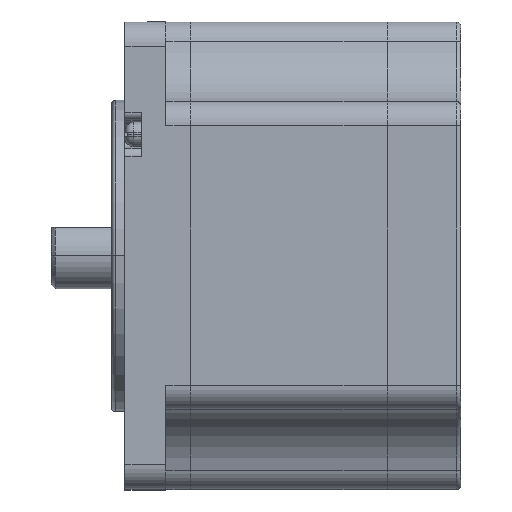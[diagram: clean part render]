
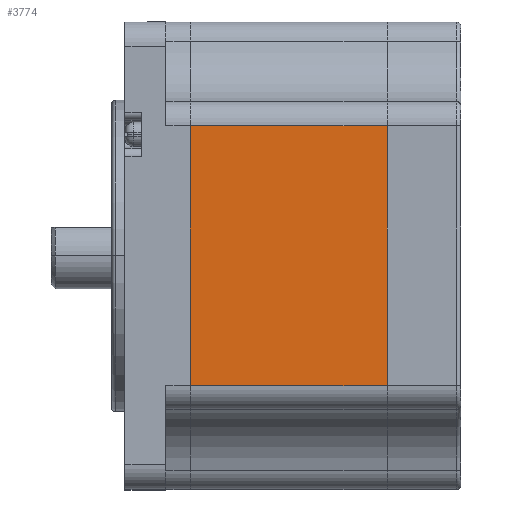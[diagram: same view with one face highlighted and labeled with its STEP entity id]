
A CAD part, top view. The second image highlights one B-rep face of the part: STEP entity #3774.
In plain terms, the highlighted planar face has unit normal (0, 0, 1).
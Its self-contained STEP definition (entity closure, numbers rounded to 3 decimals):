
#116 = AXIS2_PLACEMENT_3D ( 'NONE', #8594, #9511, #4600 ) ;
#496 = EDGE_CURVE ( 'NONE', #2565, #4292, #3078, .T. ) ;
#643 = PLANE ( 'NONE',  #116 ) ;
#888 = VECTOR ( 'NONE', #6289, 1000. ) ;
#986 = CARTESIAN_POINT ( 'NONE',  ( -33., 15.851, 28.5 ) ) ;
#1039 = EDGE_LOOP ( 'NONE', ( #2951, #4210, #7077, #6043 ) ) ;
#1122 = EDGE_CURVE ( 'NONE', #7107, #2565, #4286, .T. ) ;
#1228 = CARTESIAN_POINT ( 'NONE',  ( -9., -15.851, 28.5 ) ) ;
#1456 = LINE ( 'NONE', #7007, #8239 ) ;
#1525 = VERTEX_POINT ( 'NONE', #1228 ) ;
#1591 = CARTESIAN_POINT ( 'NONE',  ( -33., -28.5, 28.5 ) ) ;
#2080 = CARTESIAN_POINT ( 'NONE',  ( -9., 15.851, 28.5 ) ) ;
#2283 = FACE_OUTER_BOUND ( 'NONE', #1039, .T. ) ;
#2565 = VERTEX_POINT ( 'NONE', #986 ) ;
#2738 = CARTESIAN_POINT ( 'NONE',  ( -9., 15.851, 28.5 ) ) ;
#2951 = ORIENTED_EDGE ( 'NONE', *, *, #1122, .T. ) ;
#2981 = DIRECTION ( 'NONE',  ( 0., 1., 0. ) ) ;
#3078 = LINE ( 'NONE', #1591, #888 ) ;
#3677 = DIRECTION ( 'NONE',  ( -1., 0., 0. ) ) ;
#3774 = ADVANCED_FACE ( 'NONE', ( #2283 ), #643, .T. ) ;
#4210 = ORIENTED_EDGE ( 'NONE', *, *, #496, .T. ) ;
#4286 = LINE ( 'NONE', #2080, #6581 ) ;
#4292 = VERTEX_POINT ( 'NONE', #8233 ) ;
#4600 = DIRECTION ( 'NONE',  ( 1., 0., 0. ) ) ;
#5544 = DIRECTION ( 'NONE',  ( 1., 0., 0. ) ) ;
#6040 = CARTESIAN_POINT ( 'NONE',  ( -9., -28.5, 28.5 ) ) ;
#6043 = ORIENTED_EDGE ( 'NONE', *, *, #8705, .T. ) ;
#6289 = DIRECTION ( 'NONE',  ( 0., -1., 0. ) ) ;
#6581 = VECTOR ( 'NONE', #3677, 1000. ) ;
#7007 = CARTESIAN_POINT ( 'NONE',  ( 0., -15.851, 28.5 ) ) ;
#7077 = ORIENTED_EDGE ( 'NONE', *, *, #10096, .T. ) ;
#7107 = VERTEX_POINT ( 'NONE', #2738 ) ;
#7126 = VECTOR ( 'NONE', #2981, 1000. ) ;
#7795 = LINE ( 'NONE', #6040, #7126 ) ;
#8233 = CARTESIAN_POINT ( 'NONE',  ( -33., -15.851, 28.5 ) ) ;
#8239 = VECTOR ( 'NONE', #5544, 1000. ) ;
#8594 = CARTESIAN_POINT ( 'NONE',  ( -9., -28.5, 28.5 ) ) ;
#8705 = EDGE_CURVE ( 'NONE', #1525, #7107, #7795, .T. ) ;
#9511 = DIRECTION ( 'NONE',  ( 0., 0., 1. ) ) ;
#10096 = EDGE_CURVE ( 'NONE', #4292, #1525, #1456, .T. ) ;
